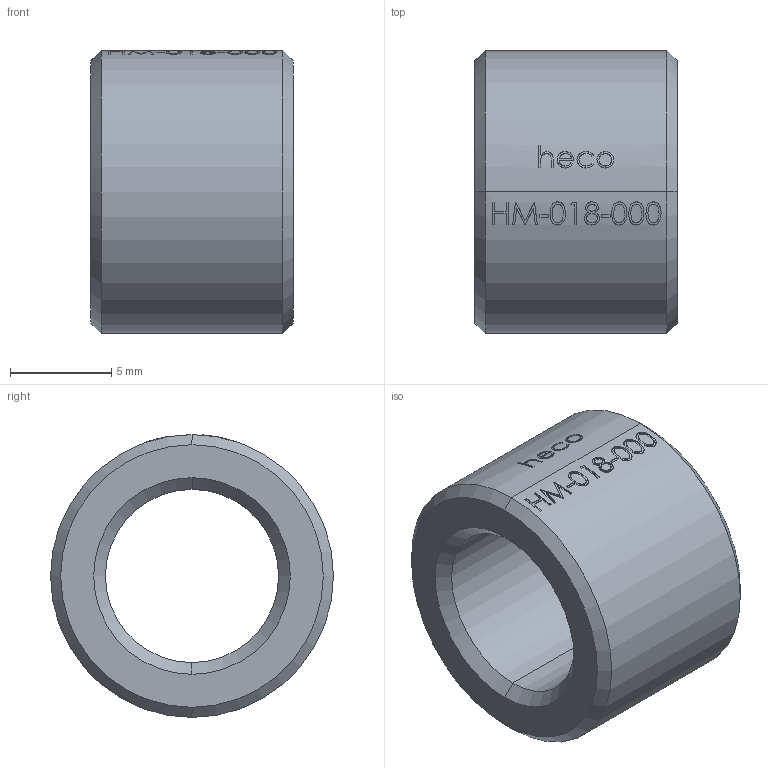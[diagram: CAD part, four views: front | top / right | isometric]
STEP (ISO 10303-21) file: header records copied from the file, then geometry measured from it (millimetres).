
FILE_DESCRIPTION (( 'STEP AP214' ), '1' );
FILE_NAME ('HM-018-000-x halbe Muffe 1805.STEP', '2018-05-16T11:30:59', ( '' ), ( '' ), 'SwSTEP 2.0', 'SolidWorks 2016', '' );
FILE_SCHEMA (( 'AUTOMOTIVE_DESIGN' ));
Length unit declared in the file: millimetre
Products named in the file (1): HM-018-000-x halbe Muffe 1805
Bounding box: 10 x 14 x 14 mm (x, y, z)
Volume: 942.2 mm3; surface area: 860.1 mm2
Topology: 1 solids, 1 shells, 176 faces, 448 edges, 296 vertices
Faces by surface type: bspline 100, plane 42, cylinder 26, cone 8
Entity records: 14902 total; most frequent: CARTESIAN_POINT 9773, ORIENTED_EDGE 896, EDGE_CURVE 448, DIRECTION 342, B_SPLINE_CURVE_WITH_KNOTS 310, VERTEX_POINT 296, EDGE_LOOP 200, ADVANCED_FACE 176
